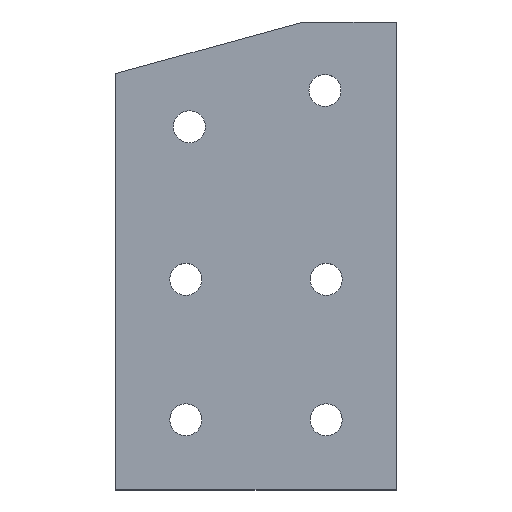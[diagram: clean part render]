
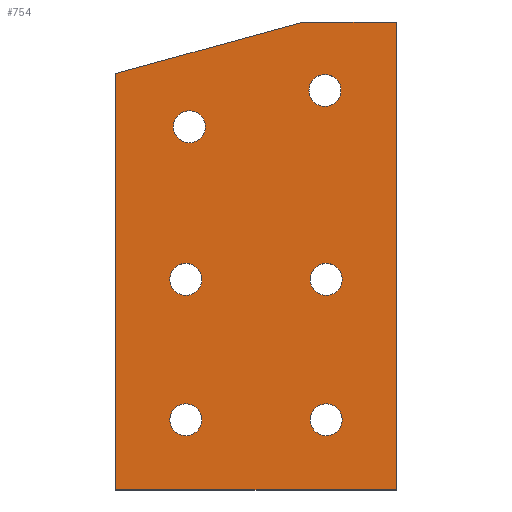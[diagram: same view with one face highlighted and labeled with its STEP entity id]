
A CAD part, top view. The second image highlights one B-rep face of the part: STEP entity #754.
In plain terms, the highlighted planar face has unit normal (0, 0, 1).
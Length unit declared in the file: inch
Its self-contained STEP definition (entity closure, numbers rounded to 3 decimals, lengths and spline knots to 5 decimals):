
#135=CARTESIAN_POINT('',(1.65791,3.51885,0.25));
#136=VERTEX_POINT('',#135);
#145=CARTESIAN_POINT('',(1.31591,3.51885,0.25));
#146=VERTEX_POINT('',#145);
#147=CARTESIAN_POINT('',(1.48691,3.51885,0.25));
#148=DIRECTION('',(0.0,0.0,-1.0));
#149=DIRECTION('',(1.0,0.0,0.0));
#150=AXIS2_PLACEMENT_3D('',#147,#148,#149);
#151=CIRCLE('',#150,0.171);
#152=EDGE_CURVE('',#146,#136,#151,.T.);
#177=CARTESIAN_POINT('',(1.671,1.5,0.25));
#178=VERTEX_POINT('',#177);
#187=CARTESIAN_POINT('',(1.329,1.5,0.25));
#188=VERTEX_POINT('',#187);
#189=CARTESIAN_POINT('',(1.5,1.5,0.25));
#190=DIRECTION('',(0.0,0.0,-1.0));
#191=DIRECTION('',(1.0,0.0,0.0));
#192=AXIS2_PLACEMENT_3D('',#189,#190,#191);
#193=CIRCLE('',#192,0.171);
#194=EDGE_CURVE('',#188,#178,#193,.T.);
#219=CARTESIAN_POINT('',(0.171,1.5,0.25));
#220=VERTEX_POINT('',#219);
#229=CARTESIAN_POINT('',(-0.171,1.5,0.25));
#230=VERTEX_POINT('',#229);
#231=CARTESIAN_POINT('',(0.0,1.5,0.25));
#232=DIRECTION('',(0.0,0.0,-1.0));
#233=DIRECTION('',(1.0,0.0,0.0));
#234=AXIS2_PLACEMENT_3D('',#231,#232,#233);
#235=CIRCLE('',#234,0.171);
#236=EDGE_CURVE('',#230,#220,#235,.T.);
#261=CARTESIAN_POINT('',(1.671,0.0,0.25));
#262=VERTEX_POINT('',#261);
#271=CARTESIAN_POINT('',(1.329,0.,0.25));
#272=VERTEX_POINT('',#271);
#273=CARTESIAN_POINT('',(1.5,0.0,0.25));
#274=DIRECTION('',(0.0,0.0,-1.0));
#275=DIRECTION('',(1.0,0.0,0.0));
#276=AXIS2_PLACEMENT_3D('',#273,#274,#275);
#277=CIRCLE('',#276,0.171);
#278=EDGE_CURVE('',#272,#262,#277,.T.);
#303=CARTESIAN_POINT('',(0.171,0.0,0.25));
#304=VERTEX_POINT('',#303);
#313=CARTESIAN_POINT('',(-0.171,0.,0.25));
#314=VERTEX_POINT('',#313);
#315=CARTESIAN_POINT('',(0.0,0.0,0.25));
#316=DIRECTION('',(0.0,0.0,-1.0));
#317=DIRECTION('',(1.0,0.0,0.0));
#318=AXIS2_PLACEMENT_3D('',#315,#316,#317);
#319=CIRCLE('',#318,0.171);
#320=EDGE_CURVE('',#314,#304,#319,.T.);
#345=CARTESIAN_POINT('',(0.20902,3.13063,0.25));
#346=VERTEX_POINT('',#345);
#355=CARTESIAN_POINT('',(-0.13298,3.13063,0.25));
#356=VERTEX_POINT('',#355);
#357=CARTESIAN_POINT('',(0.03802,3.13063,0.25));
#358=DIRECTION('',(0.0,0.0,-1.0));
#359=DIRECTION('',(1.0,0.0,0.0));
#360=AXIS2_PLACEMENT_3D('',#357,#358,#359);
#361=CIRCLE('',#360,0.171);
#362=EDGE_CURVE('',#356,#346,#361,.T.);
#396=CARTESIAN_POINT('',(0.03802,3.13063,0.25));
#397=DIRECTION('',(0.0,0.0,-1.0));
#398=DIRECTION('',(1.0,0.0,0.0));
#399=AXIS2_PLACEMENT_3D('',#396,#397,#398);
#400=CIRCLE('',#399,0.171);
#401=EDGE_CURVE('',#346,#356,#400,.T.);
#420=CARTESIAN_POINT('',(0.0,0.0,0.25));
#421=DIRECTION('',(0.0,0.0,-1.0));
#422=DIRECTION('',(1.0,0.0,0.0));
#423=AXIS2_PLACEMENT_3D('',#420,#421,#422);
#424=CIRCLE('',#423,0.171);
#425=EDGE_CURVE('',#304,#314,#424,.T.);
#444=CARTESIAN_POINT('',(1.5,0.0,0.25));
#445=DIRECTION('',(0.0,0.0,-1.0));
#446=DIRECTION('',(1.0,0.0,0.0));
#447=AXIS2_PLACEMENT_3D('',#444,#445,#446);
#448=CIRCLE('',#447,0.171);
#449=EDGE_CURVE('',#262,#272,#448,.T.);
#468=CARTESIAN_POINT('',(0.0,1.5,0.25));
#469=DIRECTION('',(0.0,0.0,-1.0));
#470=DIRECTION('',(1.0,0.0,0.0));
#471=AXIS2_PLACEMENT_3D('',#468,#469,#470);
#472=CIRCLE('',#471,0.171);
#473=EDGE_CURVE('',#220,#230,#472,.T.);
#492=CARTESIAN_POINT('',(1.5,1.5,0.25));
#493=DIRECTION('',(0.0,0.0,-1.0));
#494=DIRECTION('',(1.0,0.0,0.0));
#495=AXIS2_PLACEMENT_3D('',#492,#493,#494);
#496=CIRCLE('',#495,0.171);
#497=EDGE_CURVE('',#178,#188,#496,.T.);
#516=CARTESIAN_POINT('',(1.48691,3.51885,0.25));
#517=DIRECTION('',(0.0,0.0,-1.0));
#518=DIRECTION('',(1.0,0.0,0.0));
#519=AXIS2_PLACEMENT_3D('',#516,#517,#518);
#520=CIRCLE('',#519,0.171);
#521=EDGE_CURVE('',#136,#146,#520,.T.);
#531=CARTESIAN_POINT('',(2.25,4.25,0.25));
#532=VERTEX_POINT('',#531);
#533=CARTESIAN_POINT('',(2.25,-0.75,0.25));
#534=VERTEX_POINT('',#533);
#535=CARTESIAN_POINT('',(2.25,4.25,0.25));
#536=DIRECTION('',(0.0,-1.0,0.0));
#537=VECTOR('',#536,5.);
#538=LINE('',#535,#537);
#539=EDGE_CURVE('',#532,#534,#538,.T.);
#571=CARTESIAN_POINT('',(-0.75,-0.75,0.25));
#572=VERTEX_POINT('',#571);
#573=CARTESIAN_POINT('',(2.25,-0.75,0.25));
#574=DIRECTION('',(-1.0,0.0,0.0));
#575=VECTOR('',#574,3.0);
#576=LINE('',#573,#575);
#577=EDGE_CURVE('',#534,#572,#576,.T.);
#602=CARTESIAN_POINT('',(-0.75,3.699,0.25));
#603=VERTEX_POINT('',#602);
#604=CARTESIAN_POINT('',(-0.75,-0.75,0.25));
#605=DIRECTION('',(0.0,1.0,0.0));
#606=VECTOR('',#605,4.449);
#607=LINE('',#604,#606);
#608=EDGE_CURVE('',#572,#603,#607,.T.);
#633=CARTESIAN_POINT('',(1.258,4.25,0.25));
#634=VERTEX_POINT('',#633);
#635=CARTESIAN_POINT('',(-0.75,3.699,0.25));
#636=DIRECTION('',(0.964,0.265,0.0));
#637=VECTOR('',#636,2.08223);
#638=LINE('',#635,#637);
#639=EDGE_CURVE('',#603,#634,#638,.T.);
#664=CARTESIAN_POINT('',(1.258,4.25,0.25));
#665=DIRECTION('',(1.0,0.0,0.0));
#666=VECTOR('',#665,0.992);
#667=LINE('',#664,#666);
#668=EDGE_CURVE('',#634,#532,#667,.T.);
#718=CARTESIAN_POINT('',(2.25,4.25,0.25));
#719=DIRECTION('',(0.0,0.0,1.0));
#720=DIRECTION('',(0.0,-1.0,0.0));
#721=AXIS2_PLACEMENT_3D('',#718,#719,#720);
#722=PLANE('',#721);
#723=ORIENTED_EDGE('',*,*,#539,.F.);
#724=ORIENTED_EDGE('',*,*,#668,.F.);
#725=ORIENTED_EDGE('',*,*,#639,.F.);
#726=ORIENTED_EDGE('',*,*,#608,.F.);
#727=ORIENTED_EDGE('',*,*,#577,.F.);
#728=EDGE_LOOP('',(#723,#724,#725,#726,#727));
#729=FACE_OUTER_BOUND('',#728,.T.);
#730=ORIENTED_EDGE('',*,*,#401,.T.);
#731=ORIENTED_EDGE('',*,*,#362,.T.);
#732=EDGE_LOOP('',(#730,#731));
#733=FACE_BOUND('',#732,.T.);
#734=ORIENTED_EDGE('',*,*,#425,.T.);
#735=ORIENTED_EDGE('',*,*,#320,.T.);
#736=EDGE_LOOP('',(#734,#735));
#737=FACE_BOUND('',#736,.T.);
#738=ORIENTED_EDGE('',*,*,#449,.T.);
#739=ORIENTED_EDGE('',*,*,#278,.T.);
#740=EDGE_LOOP('',(#738,#739));
#741=FACE_BOUND('',#740,.T.);
#742=ORIENTED_EDGE('',*,*,#473,.T.);
#743=ORIENTED_EDGE('',*,*,#236,.T.);
#744=EDGE_LOOP('',(#742,#743));
#745=FACE_BOUND('',#744,.T.);
#746=ORIENTED_EDGE('',*,*,#497,.T.);
#747=ORIENTED_EDGE('',*,*,#194,.T.);
#748=EDGE_LOOP('',(#746,#747));
#749=FACE_BOUND('',#748,.T.);
#750=ORIENTED_EDGE('',*,*,#521,.T.);
#751=ORIENTED_EDGE('',*,*,#152,.T.);
#752=EDGE_LOOP('',(#750,#751));
#753=FACE_BOUND('',#752,.T.);
#754=ADVANCED_FACE('',(#729,#733,#737,#741,#745,#749,#753),#722,.T.);
